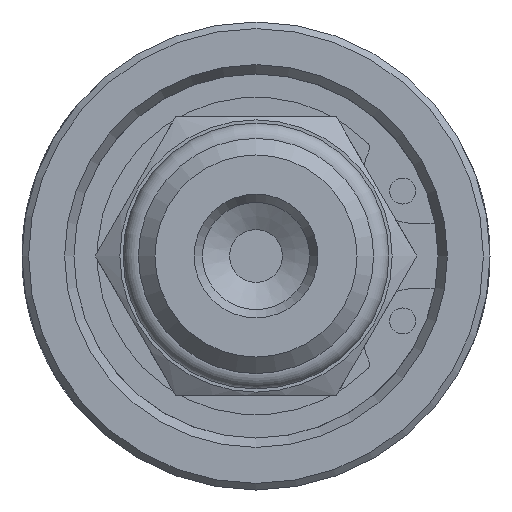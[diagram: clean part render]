
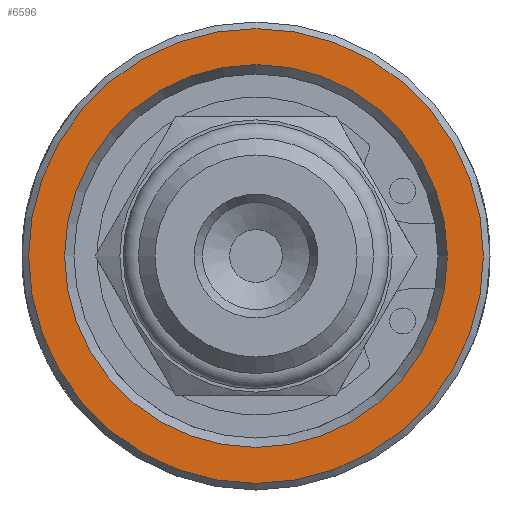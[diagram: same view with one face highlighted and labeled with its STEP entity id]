
A CAD part, left-side view. The second image highlights one B-rep face of the part: STEP entity #6596.
In plain terms, the highlighted planar face has unit normal (-1, 0, 0).
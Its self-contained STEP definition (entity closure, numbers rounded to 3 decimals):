
#619=FACE_BOUND('',#2034,.T.);
#668=PLANE('',#7025);
#1643=FACE_OUTER_BOUND('',#2033,.T.);
#2033=EDGE_LOOP('',(#4461));
#2034=EDGE_LOOP('',(#4462,#4463));
#2470=CIRCLE('',#7010,11.6);
#2471=CIRCLE('',#7011,11.6);
#2482=CIRCLE('',#7026,13.785);
#2707=VERTEX_POINT('',#8820);
#2708=VERTEX_POINT('',#8822);
#2720=VERTEX_POINT('',#8853);
#3401=EDGE_CURVE('',#2708,#2707,#2470,.T.);
#3402=EDGE_CURVE('',#2707,#2708,#2471,.T.);
#3416=EDGE_CURVE('',#2720,#2720,#2482,.T.);
#4461=ORIENTED_EDGE('',*,*,#3416,.F.);
#4462=ORIENTED_EDGE('',*,*,#3401,.T.);
#4463=ORIENTED_EDGE('',*,*,#3402,.T.);
#6596=ADVANCED_FACE('',(#1643,#619),#668,.T.);
#7010=AXIS2_PLACEMENT_3D('',#8823,#7493,#7494);
#7011=AXIS2_PLACEMENT_3D('',#8824,#7495,#7496);
#7025=AXIS2_PLACEMENT_3D('',#8852,#7526,#7527);
#7026=AXIS2_PLACEMENT_3D('',#8854,#7528,#7529);
#7493=DIRECTION('center_axis',(1.,0.,0.));
#7494=DIRECTION('ref_axis',(0.,1.,0.));
#7495=DIRECTION('center_axis',(1.,0.,0.));
#7496=DIRECTION('ref_axis',(0.,1.,0.));
#7526=DIRECTION('center_axis',(-1.,0.,0.));
#7527=DIRECTION('ref_axis',(0.,0.,1.));
#7528=DIRECTION('center_axis',(1.,0.,0.));
#7529=DIRECTION('ref_axis',(0.,-1.,0.));
#8820=CARTESIAN_POINT('',(0.,-11.6,0.));
#8822=CARTESIAN_POINT('',(0.,11.6,0.));
#8823=CARTESIAN_POINT('Origin',(0.,0.,0.));
#8824=CARTESIAN_POINT('Origin',(0.,0.,0.));
#8852=CARTESIAN_POINT('Origin',(0.,7.093,0.));
#8853=CARTESIAN_POINT('',(0.,13.785,0.));
#8854=CARTESIAN_POINT('Origin',(0.,0.,0.));
